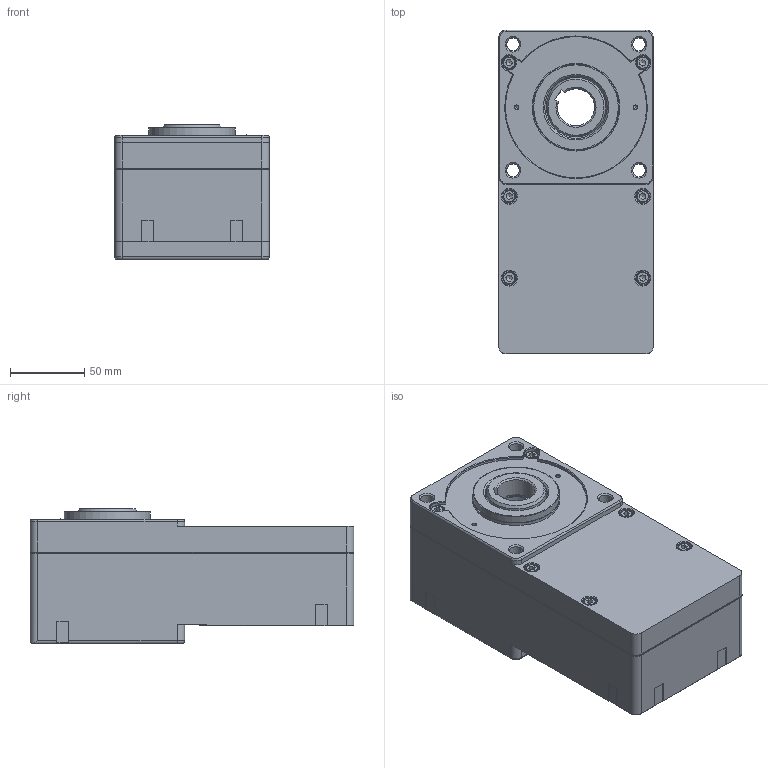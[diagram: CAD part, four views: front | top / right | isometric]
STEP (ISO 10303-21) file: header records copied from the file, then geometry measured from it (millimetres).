
FILE_DESCRIPTION(/* description */ (''),/* implementation_level */ '2;1');
FILE_NAME(/* name */ 'K10H□BTH_OUT LINE ASS''Y.stp',/* time_stamp */ '2020-02-13T11:54:18+09:00',/* author */ ('유광진'),/* organization */ (''),/* preprocessor_version */ 'ST-DEVELOPER v18',/* originating_system */ 'Autodesk Inventor 2020',/* authorisation */ '');
FILE_SCHEMA (('AUTOMOTIVE_DESIGN { 1 0 10303 214 3 1 1 }'));
Length unit declared in the file: millimetre
Products named in the file (8): K10H□BTH_OUT LINE ASS'Y; BS 1399: 부품 1 - 40527(1); JIS B 1521 - 6009 45x75x16; gasket; SFS 2219 - M5 x 20; main shaft; G-COVER_가공_homepege; G-CASE_가공_20191105
Assembly tree (14 placements, depth 2):
  K10H□BTH_OUT LINE ASS'Y
    BS 1399: 부품 1 - 40527(1)  x2
    JIS B 1521 - 6009 45x75x16  x2
    gasket
    SFS 2219 - M5 x 20  x6
    main shaft
    G-COVER_가공_homepege
    G-CASE_가공_20191105
Bounding box: 104 x 218 x 90.5 mm (x, y, z)
Volume: 1272671.6 mm3; surface area: 277995.6 mm2
Topology: 40 solids, 43 shells, 1015 faces, 2733 edges, 1788 vertices
Faces by surface type: cylinder 329, plane 323, torus 185, cone 141, sphere 28, bspline 9
Full cylindrical faces by diameter (mm): 2.5 x4, 4.2 x8, 5 x6, 5.6 x12, 6.8 x4, 8.5 x6, 9.8 x6, 10 x4, 14 x1, 39.7 x2, 40 x2, 42 x2, 44.2 x2, 44.7 x2, 45 x4, 49 x1, 49.5 x2, 52 x4, 54.78 x4, 58 x2, 59 x1, 65.22 x4, 69 x2, 75 x4, 92 x1, 94 x1
Entity records: 29401 total; most frequent: CARTESIAN_POINT 6341, DIRECTION 5088, ORIENTED_EDGE 4638, EDGE_CURVE 2319, AXIS2_PLACEMENT_3D 2064, VERTEX_POINT 1556, CIRCLE 1173, EDGE_LOOP 1009
